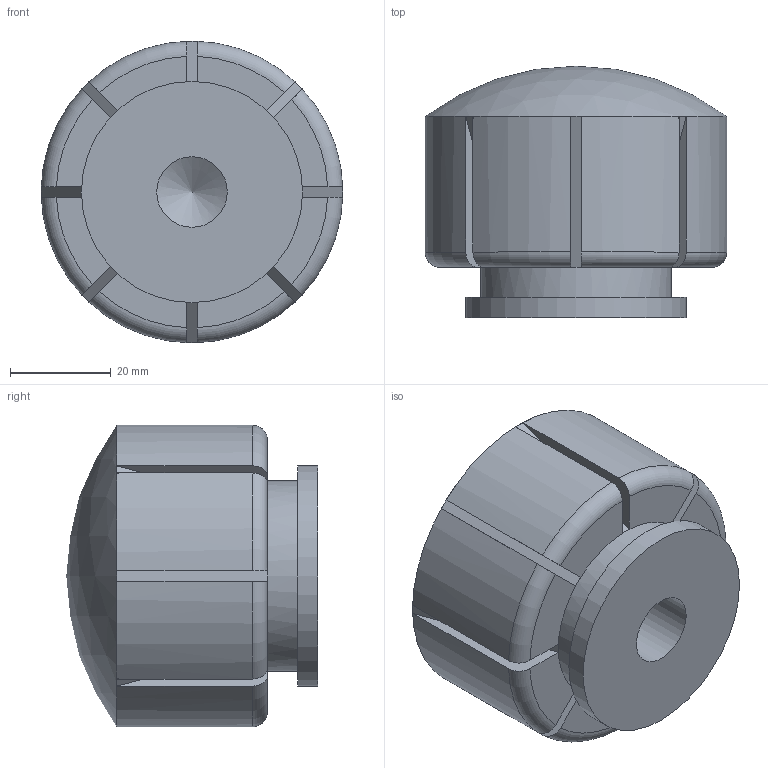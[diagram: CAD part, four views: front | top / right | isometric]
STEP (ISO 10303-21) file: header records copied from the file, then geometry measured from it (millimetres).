
FILE_DESCRIPTION (( 'STEP AP214' ), '1' );
FILE_NAME ('Hand Nut.STEP', '2025-02-12T15:20:42', ( '' ), ( '' ), 'SwSTEP 2.0', 'SolidWorks 2025', '' );
FILE_SCHEMA (( 'AUTOMOTIVE_DESIGN' ));
Length unit declared in the file: millimetre
Products named in the file (1): Hand Nut
Bounding box: 60 x 50 x 60 mm (x, y, z)
Volume: 103804.6 mm3; surface area: 17461.2 mm2
Topology: 1 solids, 1 shells, 55 faces, 138 edges, 86 vertices
Faces by surface type: plane 34, cylinder 11, torus 8, sphere 1, cone 1
Full cylindrical faces by diameter (mm): 14 x1, 38 x1, 44 x1
Entity records: 1827 total; most frequent: CARTESIAN_POINT 562, ORIENTED_EDGE 266, DIRECTION 250, EDGE_CURVE 133, AXIS2_PLACEMENT_3D 93, VERTEX_POINT 85, LINE 64, VECTOR 64
